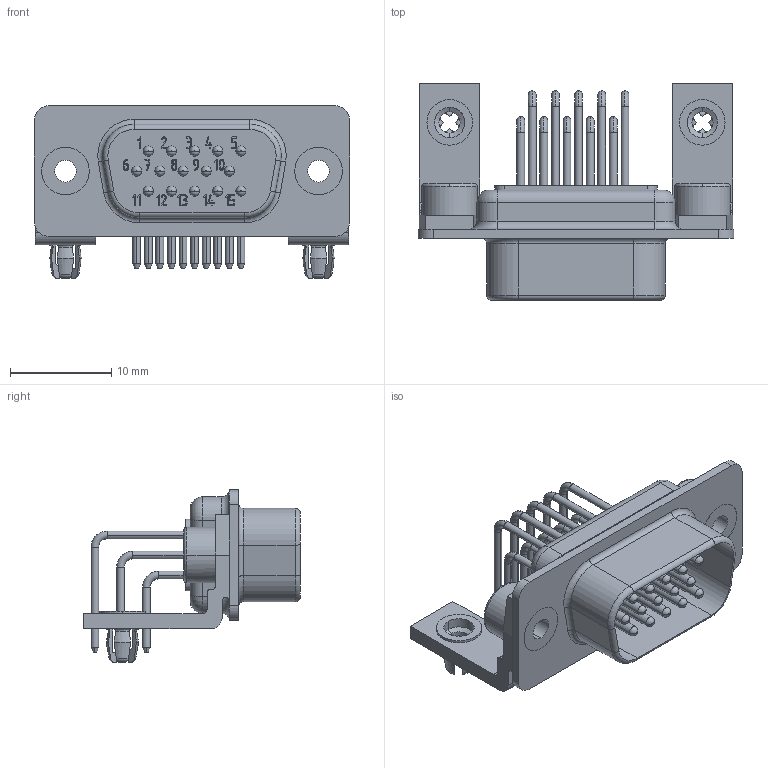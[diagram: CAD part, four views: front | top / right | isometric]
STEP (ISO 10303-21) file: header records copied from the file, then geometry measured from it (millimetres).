
FILE_DESCRIPTION(('Creo Elements/Direct Modeling STEP Export'),'2;1');
FILE_NAME('model.stp','2019-08-14T16:41:03',(''),(''),'Creo Elements/Direct Modeling STEP processor for AP214 (Solid Model)','Creo Elements/Direct Modeling 20.1A 29-Sep-2018 (C) Parametric Technology GmbH','');
FILE_SCHEMA(('AUTOMOTIVE_DESIGN { 1 0 10303 214 1 1 1 1 }'));
Products named in the file (2): VS-09-ST-DSUB-HD-ER
Assembly tree (1 placements, depth 2):
  VS-09-ST-DSUB-HD-ER
    VS-09-ST-DSUB-HD-ER
Bounding box: 31.19 x 21.41 x 17.07 mm (x, y, z)
Volume: 2000.1 mm3; surface area: 3297.6 mm2
Topology: 1 solids, 1 shells, 1032 faces, 2715 edges, 1781 vertices
Faces by surface type: plane 367, extrusion 272, cylinder 235, torus 104, cone 54
Entity records: 48249 total; most frequent: CARTESIAN_POINT 16104, ORIENTED_EDGE 5430, DIRECTION 4028, EDGE_CURVE 2715, VERTEX_POINT 1781, VECTOR 1526, LINE 1254, AXIS2_PLACEMENT_3D 1251
